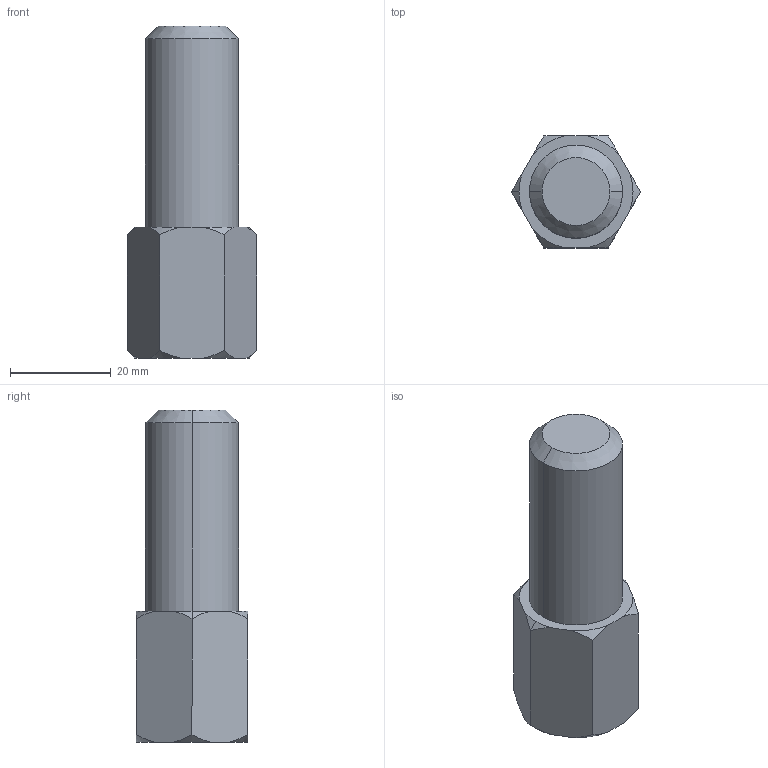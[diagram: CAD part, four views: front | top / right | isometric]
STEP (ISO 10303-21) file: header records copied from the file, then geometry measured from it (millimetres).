
FILE_DESCRIPTION (( 'STEP AP203' ), '1' );
FILE_NAME ('T73400.STEP', '2022-02-10T15:59:18', ( '' ), ( '' ), 'SwSTEP 2.0', 'SolidWorks 2020', '' );
FILE_SCHEMA (( 'CONFIG_CONTROL_DESIGN' ));
Length unit declared in the file: millimetre
Products named in the file (1): T73400
Bounding box: 25.66 x 22.23 x 66 mm (x, y, z)
Volume: 19080.6 mm3; surface area: 6258.5 mm2
Topology: 1 solids, 1 shells, 31 faces, 78 edges, 49 vertices
Faces by surface type: cone 18, plane 9, cylinder 4
Entity records: 1103 total; most frequent: CARTESIAN_POINT 317, ORIENTED_EDGE 152, DIRECTION 140, EDGE_CURVE 76, AXIS2_PLACEMENT_3D 56, VERTEX_POINT 49, EDGE_LOOP 33, FACE_OUTER_BOUND 31
